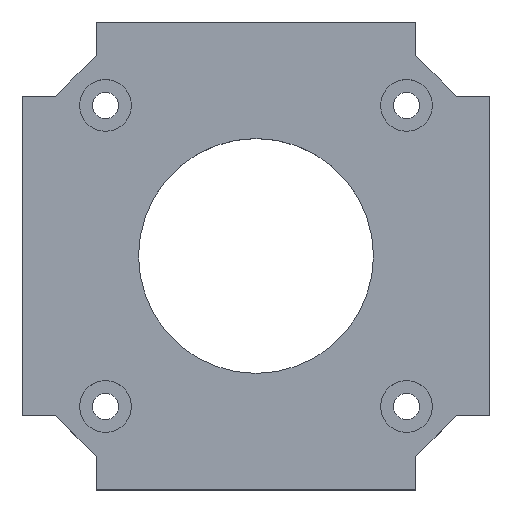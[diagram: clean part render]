
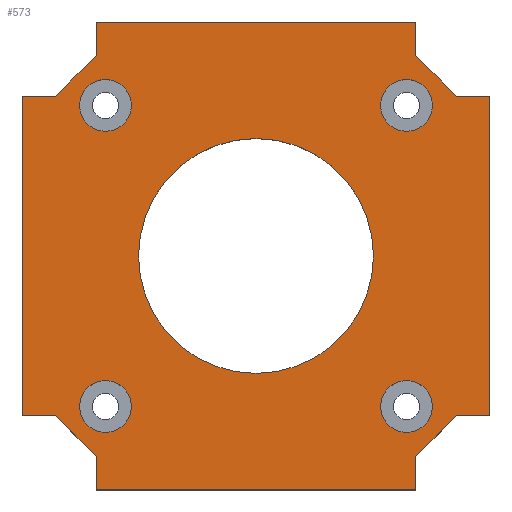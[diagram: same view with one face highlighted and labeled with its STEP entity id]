
A CAD part, top view. The second image highlights one B-rep face of the part: STEP entity #573.
In plain terms, the highlighted planar face has unit normal (0, 0, 1).
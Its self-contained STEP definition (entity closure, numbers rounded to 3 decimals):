
#33=FACE_BOUND('',#127,.T.);
#34=FACE_BOUND('',#128,.T.);
#35=FACE_BOUND('',#129,.T.);
#36=FACE_BOUND('',#130,.T.);
#37=FACE_BOUND('',#131,.T.);
#40=CIRCLE('',#610,2.75);
#44=CIRCLE('',#617,2.75);
#48=CIRCLE('',#624,2.75);
#52=CIRCLE('',#631,2.75);
#55=CIRCLE('',#636,12.5);
#86=FACE_OUTER_BOUND('',#126,.T.);
#126=EDGE_LOOP('',(#500,#501,#502,#503,#504,#505,#506,#507,#508,#509,#510,
#511,#512,#513,#514,#515));
#127=EDGE_LOOP('',(#516));
#128=EDGE_LOOP('',(#517));
#129=EDGE_LOOP('',(#518));
#130=EDGE_LOOP('',(#519));
#131=EDGE_LOOP('',(#520));
#134=LINE('',#808,#191);
#138=LINE('',#815,#195);
#141=LINE('',#821,#198);
#144=LINE('',#829,#201);
#147=LINE('',#835,#204);
#150=LINE('',#841,#207);
#154=LINE('',#850,#211);
#158=LINE('',#857,#215);
#161=LINE('',#863,#218);
#164=LINE('',#871,#221);
#167=LINE('',#877,#224);
#171=LINE('',#884,#228);
#182=LINE('',#945,#239);
#184=LINE('',#948,#241);
#186=LINE('',#951,#243);
#188=LINE('',#954,#245);
#191=VECTOR('',#649,10.);
#195=VECTOR('',#655,10.);
#198=VECTOR('',#660,10.);
#201=VECTOR('',#665,10.);
#204=VECTOR('',#670,10.);
#207=VECTOR('',#675,10.);
#211=VECTOR('',#681,10.);
#215=VECTOR('',#687,10.);
#218=VECTOR('',#692,10.);
#221=VECTOR('',#697,10.);
#224=VECTOR('',#702,10.);
#228=VECTOR('',#708,10.);
#239=VECTOR('',#783,10.);
#241=VECTOR('',#787,10.);
#243=VECTOR('',#791,10.);
#245=VECTOR('',#795,10.);
#248=VERTEX_POINT('',#805);
#249=VERTEX_POINT('',#807);
#251=VERTEX_POINT('',#813);
#253=VERTEX_POINT('',#819);
#256=VERTEX_POINT('',#826);
#257=VERTEX_POINT('',#828);
#259=VERTEX_POINT('',#834);
#261=VERTEX_POINT('',#840);
#264=VERTEX_POINT('',#847);
#265=VERTEX_POINT('',#849);
#267=VERTEX_POINT('',#855);
#269=VERTEX_POINT('',#861);
#272=VERTEX_POINT('',#868);
#273=VERTEX_POINT('',#870);
#275=VERTEX_POINT('',#876);
#277=VERTEX_POINT('',#882);
#280=VERTEX_POINT('',#891);
#284=VERTEX_POINT('',#904);
#288=VERTEX_POINT('',#917);
#292=VERTEX_POINT('',#930);
#295=VERTEX_POINT('',#940);
#298=EDGE_CURVE('',#248,#249,#134,.T.);
#302=EDGE_CURVE('',#251,#248,#138,.T.);
#305=EDGE_CURVE('',#253,#251,#141,.T.);
#308=EDGE_CURVE('',#257,#256,#144,.T.);
#311=EDGE_CURVE('',#259,#257,#147,.T.);
#314=EDGE_CURVE('',#261,#259,#150,.T.);
#318=EDGE_CURVE('',#264,#265,#154,.T.);
#322=EDGE_CURVE('',#267,#264,#158,.T.);
#325=EDGE_CURVE('',#269,#267,#161,.T.);
#328=EDGE_CURVE('',#273,#272,#164,.T.);
#331=EDGE_CURVE('',#275,#273,#167,.T.);
#335=EDGE_CURVE('',#272,#277,#171,.T.);
#338=EDGE_CURVE('',#280,#280,#40,.T.);
#344=EDGE_CURVE('',#284,#284,#44,.T.);
#350=EDGE_CURVE('',#288,#288,#48,.T.);
#356=EDGE_CURVE('',#292,#292,#52,.T.);
#362=EDGE_CURVE('',#295,#295,#55,.T.);
#364=EDGE_CURVE('',#256,#275,#182,.T.);
#366=EDGE_CURVE('',#261,#253,#184,.T.);
#368=EDGE_CURVE('',#249,#269,#186,.T.);
#370=EDGE_CURVE('',#277,#265,#188,.T.);
#500=ORIENTED_EDGE('',*,*,#370,.T.);
#501=ORIENTED_EDGE('',*,*,#318,.F.);
#502=ORIENTED_EDGE('',*,*,#322,.F.);
#503=ORIENTED_EDGE('',*,*,#325,.F.);
#504=ORIENTED_EDGE('',*,*,#368,.F.);
#505=ORIENTED_EDGE('',*,*,#298,.F.);
#506=ORIENTED_EDGE('',*,*,#302,.F.);
#507=ORIENTED_EDGE('',*,*,#305,.F.);
#508=ORIENTED_EDGE('',*,*,#366,.F.);
#509=ORIENTED_EDGE('',*,*,#314,.T.);
#510=ORIENTED_EDGE('',*,*,#311,.T.);
#511=ORIENTED_EDGE('',*,*,#308,.T.);
#512=ORIENTED_EDGE('',*,*,#364,.T.);
#513=ORIENTED_EDGE('',*,*,#331,.T.);
#514=ORIENTED_EDGE('',*,*,#328,.T.);
#515=ORIENTED_EDGE('',*,*,#335,.T.);
#516=ORIENTED_EDGE('',*,*,#338,.T.);
#517=ORIENTED_EDGE('',*,*,#344,.T.);
#518=ORIENTED_EDGE('',*,*,#350,.T.);
#519=ORIENTED_EDGE('',*,*,#356,.T.);
#520=ORIENTED_EDGE('',*,*,#362,.T.);
#542=PLANE('',#642);
#573=ADVANCED_FACE('',(#86,#33,#34,#35,#36,#37),#542,.T.);
#610=AXIS2_PLACEMENT_3D('',#892,#717,#718);
#617=AXIS2_PLACEMENT_3D('',#905,#733,#734);
#624=AXIS2_PLACEMENT_3D('',#918,#749,#750);
#631=AXIS2_PLACEMENT_3D('',#931,#765,#766);
#636=AXIS2_PLACEMENT_3D('',#942,#778,#779);
#642=AXIS2_PLACEMENT_3D('',#956,#798,#799);
#649=DIRECTION('',(-1.,0.,0.));
#655=DIRECTION('',(-0.707,0.707,0.));
#660=DIRECTION('',(0.,1.,0.));
#665=DIRECTION('',(1.,0.,0.));
#670=DIRECTION('',(0.707,0.707,0.));
#675=DIRECTION('',(0.,1.,0.));
#681=DIRECTION('',(0.,1.,0.));
#687=DIRECTION('',(0.707,0.707,0.));
#692=DIRECTION('',(1.,0.,0.));
#697=DIRECTION('',(-0.707,0.707,0.));
#702=DIRECTION('',(-1.,0.,0.));
#708=DIRECTION('',(0.,1.,0.));
#717=DIRECTION('center_axis',(0.,0.,-1.));
#718=DIRECTION('ref_axis',(1.,0.,0.));
#733=DIRECTION('center_axis',(0.,0.,-1.));
#734=DIRECTION('ref_axis',(1.,0.,0.));
#749=DIRECTION('center_axis',(0.,0.,-1.));
#750=DIRECTION('ref_axis',(1.,0.,0.));
#765=DIRECTION('center_axis',(0.,0.,-1.));
#766=DIRECTION('ref_axis',(1.,0.,0.));
#778=DIRECTION('center_axis',(0.,0.,-1.));
#779=DIRECTION('ref_axis',(-1.,0.,0.));
#783=DIRECTION('',(0.,1.,0.));
#787=DIRECTION('',(-1.,0.,0.));
#791=DIRECTION('',(0.,1.,0.));
#795=DIRECTION('',(-1.,0.,0.));
#798=DIRECTION('center_axis',(0.,0.,1.));
#799=DIRECTION('ref_axis',(1.,0.,0.));
#805=CARTESIAN_POINT('',(-21.323,-17.,5.));
#807=CARTESIAN_POINT('',(-24.901,-17.,5.));
#808=CARTESIAN_POINT('',(-21.323,-17.,5.));
#813=CARTESIAN_POINT('',(-17.,-21.323,5.));
#815=CARTESIAN_POINT('',(-17.,-21.323,5.));
#819=CARTESIAN_POINT('',(-17.,-24.901,5.));
#821=CARTESIAN_POINT('',(-17.,-25.101,5.));
#826=CARTESIAN_POINT('',(24.901,-17.,5.));
#828=CARTESIAN_POINT('',(21.323,-17.,5.));
#829=CARTESIAN_POINT('',(21.323,-17.,5.));
#834=CARTESIAN_POINT('',(17.,-21.323,5.));
#835=CARTESIAN_POINT('',(17.,-21.323,5.));
#840=CARTESIAN_POINT('',(17.,-24.901,5.));
#841=CARTESIAN_POINT('',(17.,-25.101,5.));
#847=CARTESIAN_POINT('',(-17.,21.323,5.));
#849=CARTESIAN_POINT('',(-17.,24.901,5.));
#850=CARTESIAN_POINT('',(-17.,21.323,5.));
#855=CARTESIAN_POINT('',(-21.323,17.,5.));
#857=CARTESIAN_POINT('',(-21.323,17.,5.));
#861=CARTESIAN_POINT('',(-24.901,17.,5.));
#863=CARTESIAN_POINT('',(-25.101,17.,5.));
#868=CARTESIAN_POINT('',(17.,21.323,5.));
#870=CARTESIAN_POINT('',(21.323,17.,5.));
#871=CARTESIAN_POINT('',(21.323,17.,5.));
#876=CARTESIAN_POINT('',(24.901,17.,5.));
#877=CARTESIAN_POINT('',(25.101,17.,5.));
#882=CARTESIAN_POINT('',(17.,24.901,5.));
#884=CARTESIAN_POINT('',(17.,21.323,5.));
#891=CARTESIAN_POINT('',(13.27,-16.02,5.));
#892=CARTESIAN_POINT('Origin',(16.02,-16.02,5.));
#904=CARTESIAN_POINT('',(-18.77,16.02,5.));
#905=CARTESIAN_POINT('Origin',(-16.02,16.02,5.));
#917=CARTESIAN_POINT('',(13.27,16.02,5.));
#918=CARTESIAN_POINT('Origin',(16.02,16.02,5.));
#930=CARTESIAN_POINT('',(-18.77,-16.02,5.));
#931=CARTESIAN_POINT('Origin',(-16.02,-16.02,5.));
#940=CARTESIAN_POINT('',(12.5,0.,5.));
#942=CARTESIAN_POINT('Origin',(0.,0.,5.));
#945=CARTESIAN_POINT('',(24.901,-17.,5.));
#948=CARTESIAN_POINT('',(-16.8,-24.901,5.));
#951=CARTESIAN_POINT('',(-24.901,16.8,5.));
#954=CARTESIAN_POINT('',(17.,24.901,5.));
#956=CARTESIAN_POINT('Origin',(0.,0.,5.));
